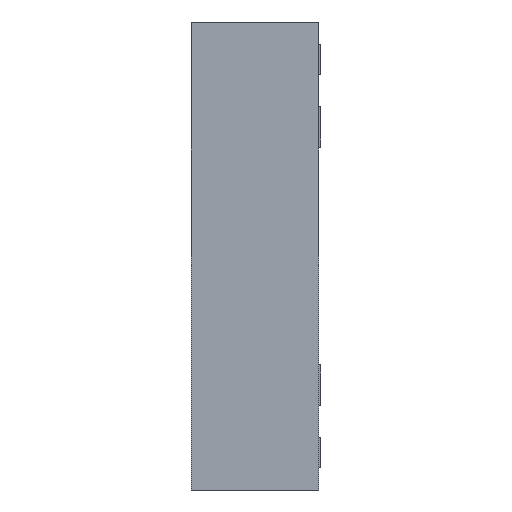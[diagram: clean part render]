
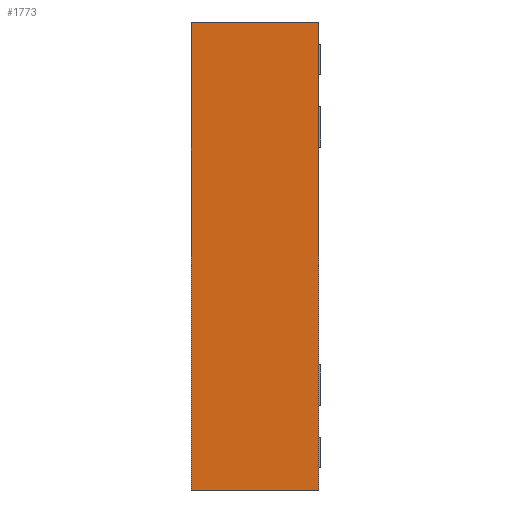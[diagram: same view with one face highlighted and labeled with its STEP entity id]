
A CAD part, left-side view. The second image highlights one B-rep face of the part: STEP entity #1773.
In plain terms, the highlighted planar face has unit normal (-1, 0, 0).
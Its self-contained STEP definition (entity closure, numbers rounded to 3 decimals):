
#137 = ORIENTED_EDGE ( 'NONE', *, *, #1941, .T. ) ;
#138 = ORIENTED_EDGE ( 'NONE', *, *, #1939, .F. ) ;
#142 = ORIENTED_EDGE ( 'NONE', *, *, #1938, .F. ) ;
#169 = EDGE_LOOP ( 'NONE', ( #249, #138, #142, #137 ) ) ;
#249 = ORIENTED_EDGE ( 'NONE', *, *, #372, .T. ) ;
#372 = EDGE_CURVE ( 'NONE', #1790, #1904, #530, .T. ) ;
#530 = LINE ( 'NONE', #674, #535 ) ;
#535 = VECTOR ( 'NONE', #679, 1000. ) ;
#674 = CARTESIAN_POINT ( 'NONE',  ( -6.5, 0., 5.8 ) ) ;
#679 = DIRECTION ( 'NONE',  ( 0., 0., 1. ) ) ;
#1263 = PLANE ( 'NONE',  #1516 ) ;
#1264 = CARTESIAN_POINT ( 'NONE',  ( -6.5, 3.15, 5.8 ) ) ;
#1269 = DIRECTION ( 'NONE',  ( 1., 0., 0. ) ) ;
#1270 = DIRECTION ( 'NONE',  ( 0., 0., -1. ) ) ;
#1430 = FACE_OUTER_BOUND ( 'NONE', #169, .T. ) ;
#1466 = LINE ( 'NONE', #1698, #1501 ) ;
#1500 = LINE ( 'NONE', #1704, #1503 ) ;
#1501 = VECTOR ( 'NONE', #1703, 1000. ) ;
#1503 = VECTOR ( 'NONE', #1705, 1000. ) ;
#1504 = LINE ( 'NONE', #1708, #1507 ) ;
#1507 = VECTOR ( 'NONE', #1709, 1000. ) ;
#1516 = AXIS2_PLACEMENT_3D ( 'NONE', #1264, #1269, #1270 ) ;
#1586 = CARTESIAN_POINT ( 'NONE',  ( -6.5, 0., -5.8 ) ) ;
#1602 = CARTESIAN_POINT ( 'NONE',  ( -6.5, 3.15, -5.8 ) ) ;
#1606 = CARTESIAN_POINT ( 'NONE',  ( -6.5, 3.15, 5.8 ) ) ;
#1640 = CARTESIAN_POINT ( 'NONE',  ( -6.5, 0., 5.8 ) ) ;
#1698 = CARTESIAN_POINT ( 'NONE',  ( -6.5, 3.15, 5.8 ) ) ;
#1703 = DIRECTION ( 'NONE',  ( 0., 0., 1. ) ) ;
#1704 = CARTESIAN_POINT ( 'NONE',  ( -6.5, 3.15, 5.8 ) ) ;
#1705 = DIRECTION ( 'NONE',  ( 0., -1., 0. ) ) ;
#1708 = CARTESIAN_POINT ( 'NONE',  ( -6.5, 3.15, -5.8 ) ) ;
#1709 = DIRECTION ( 'NONE',  ( 0., -1., 0. ) ) ;
#1773 = ADVANCED_FACE ( 'NONE', ( #1430 ), #1263, .F. ) ;
#1790 = VERTEX_POINT ( 'NONE', #1586 ) ;
#1808 = VERTEX_POINT ( 'NONE', #1602 ) ;
#1812 = VERTEX_POINT ( 'NONE', #1606 ) ;
#1904 = VERTEX_POINT ( 'NONE', #1640 ) ;
#1938 = EDGE_CURVE ( 'NONE', #1808, #1812, #1466, .T. ) ;
#1939 = EDGE_CURVE ( 'NONE', #1812, #1904, #1500, .T. ) ;
#1941 = EDGE_CURVE ( 'NONE', #1808, #1790, #1504, .T. ) ;
